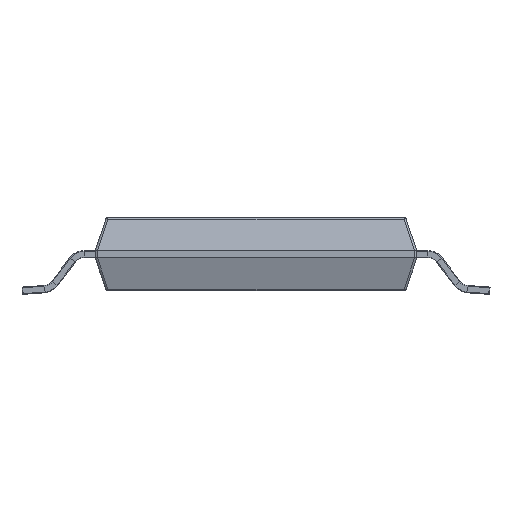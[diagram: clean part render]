
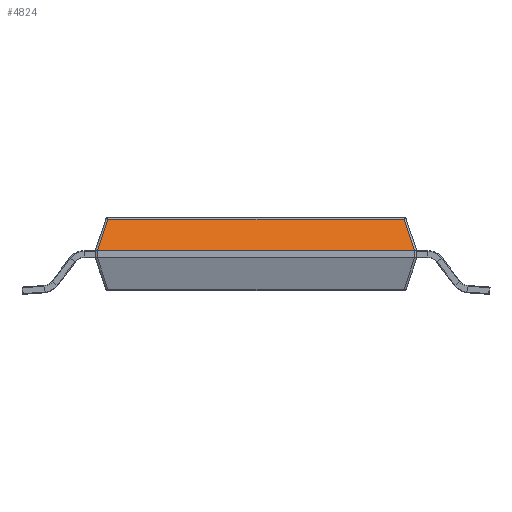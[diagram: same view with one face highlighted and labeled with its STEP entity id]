
A CAD part, left-side view. The second image highlights one B-rep face of the part: STEP entity #4824.
In plain terms, the highlighted planar face has unit normal (-0.949, 0, 0.316).
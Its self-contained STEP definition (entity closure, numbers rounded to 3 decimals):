
#1517 = EDGE_CURVE ( 'NONE', #37218, #41285, #5711, .T. ) ;
#2234 = CARTESIAN_POINT ( 'NONE',  ( -4.846, -2.168, 0.599 ) ) ;
#3862 = ORIENTED_EDGE ( 'NONE', *, *, #19537, .T. ) ;
#4062 = DIRECTION ( 'NONE',  ( 0.302, 0.302, 0.905 ) ) ;
#4468 = CARTESIAN_POINT ( 'NONE',  ( -4.846, -2.169, 0.599 ) ) ;
#4824 = ADVANCED_FACE ( 'NONE', ( #29546 ), #18435, .T. ) ;
#5711 = LINE ( 'NONE', #41257, #41518 ) ;
#6331 = EDGE_LOOP ( 'NONE', ( #3862, #13279, #24141, #18712, #26397, #37603 ) ) ;
#7735 = LINE ( 'NONE', #15562, #48660 ) ;
#9469 = CARTESIAN_POINT ( 'NONE',  ( -4.846, 2.17, 0.599 ) ) ;
#9975 = CARTESIAN_POINT ( 'NONE',  ( -4.846, 2.168, 0.599 ) ) ;
#13279 = ORIENTED_EDGE ( 'NONE', *, *, #23057, .T. ) ;
#13419 =( BOUNDED_CURVE ( )  B_SPLINE_CURVE ( 3, ( #2234, #32765, #17141, #33013 ),
 .UNSPECIFIED., .F., .F. ) 
 B_SPLINE_CURVE_WITH_KNOTS ( ( 4, 4 ),
 ( 0., 0.05 ),
 .UNSPECIFIED. ) 
 CURVE ( )  GEOMETRIC_REPRESENTATION_ITEM ( )  RATIONAL_B_SPLINE_CURVE ( ( 1., 1., 1., 1. ) ) 
 REPRESENTATION_ITEM ( '' )  );
#14702 = VERTEX_POINT ( 'NONE', #4468 ) ;
#14985 = CARTESIAN_POINT ( 'NONE',  ( -4.512, 1.836, 1.599 ) ) ;
#15562 = CARTESIAN_POINT ( 'NONE',  ( -4.703, 0., 1.028 ) ) ;
#17141 = CARTESIAN_POINT ( 'NONE',  ( -4.846, -2.169, 0.599 ) ) ;
#18435 = PLANE ( 'NONE',  #49330 ) ;
#18544 = EDGE_CURVE ( 'NONE', #14702, #46509, #19204, .T. ) ;
#18712 = ORIENTED_EDGE ( 'NONE', *, *, #35525, .T. ) ;
#19036 = CARTESIAN_POINT ( 'NONE',  ( -4.703, -2.026, 1.028 ) ) ;
#19204 = LINE ( 'NONE', #27041, #43090 ) ;
#19537 = EDGE_CURVE ( 'NONE', #43771, #38018, #22296, .T. ) ;
#22202 = CARTESIAN_POINT ( 'NONE',  ( -4.696, 0., 1.048 ) ) ;
#22296 = LINE ( 'NONE', #14985, #29032 ) ;
#22805 = EDGE_CURVE ( 'NONE', #46509, #43771, #7735, .T. ) ;
#23057 = EDGE_CURVE ( 'NONE', #38018, #41285, #31842, .T. ) ;
#24141 = ORIENTED_EDGE ( 'NONE', *, *, #1517, .F. ) ;
#26397 = ORIENTED_EDGE ( 'NONE', *, *, #18544, .T. ) ;
#26511 = DIRECTION ( 'NONE',  ( -0.949, 0., 0.316 ) ) ;
#27041 = CARTESIAN_POINT ( 'NONE',  ( -4.512, -1.836, 1.599 ) ) ;
#29032 = VECTOR ( 'NONE', #45513, 1000. ) ;
#29142 = CARTESIAN_POINT ( 'NONE',  ( -4.846, 2.169, 0.599 ) ) ;
#29546 = FACE_OUTER_BOUND ( 'NONE', #6331, .T. ) ;
#29644 = CARTESIAN_POINT ( 'NONE',  ( -4.846, 2.169, 0.599 ) ) ;
#30044 = DIRECTION ( 'NONE',  ( 0., 1., 0. ) ) ;
#31683 = CARTESIAN_POINT ( 'NONE',  ( -4.846, -2.168, 0.599 ) ) ;
#31842 =( BOUNDED_CURVE ( )  B_SPLINE_CURVE ( 3, ( #9469, #29644, #29142, #9975 ),
 .UNSPECIFIED., .F., .F. ) 
 B_SPLINE_CURVE_WITH_KNOTS ( ( 4, 4 ),
 ( 6.233, 6.283 ),
 .UNSPECIFIED. ) 
 CURVE ( )  GEOMETRIC_REPRESENTATION_ITEM ( )  RATIONAL_B_SPLINE_CURVE ( ( 1., 1., 1., 1. ) ) 
 REPRESENTATION_ITEM ( '' )  );
#32765 = CARTESIAN_POINT ( 'NONE',  ( -4.846, -2.168, 0.599 ) ) ;
#33013 = CARTESIAN_POINT ( 'NONE',  ( -4.846, -2.169, 0.599 ) ) ;
#35525 = EDGE_CURVE ( 'NONE', #37218, #14702, #13419, .T. ) ;
#37218 = VERTEX_POINT ( 'NONE', #31683 ) ;
#37603 = ORIENTED_EDGE ( 'NONE', *, *, #22805, .T. ) ;
#38018 = VERTEX_POINT ( 'NONE', #42787 ) ;
#40768 = DIRECTION ( 'NONE',  ( 0., 1., 0. ) ) ;
#41257 = CARTESIAN_POINT ( 'NONE',  ( -4.846, 2.198, 0.599 ) ) ;
#41285 = VERTEX_POINT ( 'NONE', #42209 ) ;
#41518 = VECTOR ( 'NONE', #40768, 1000. ) ;
#42209 = CARTESIAN_POINT ( 'NONE',  ( -4.846, 2.168, 0.599 ) ) ;
#42787 = CARTESIAN_POINT ( 'NONE',  ( -4.846, 2.17, 0.599 ) ) ;
#43090 = VECTOR ( 'NONE', #4062, 1000. ) ;
#43771 = VERTEX_POINT ( 'NONE', #44507 ) ;
#44507 = CARTESIAN_POINT ( 'NONE',  ( -4.703, 2.027, 1.028 ) ) ;
#45513 = DIRECTION ( 'NONE',  ( -0.302, 0.302, -0.905 ) ) ;
#46088 = DIRECTION ( 'NONE',  ( 0., 1., 0. ) ) ;
#46509 = VERTEX_POINT ( 'NONE', #19036 ) ;
#48660 = VECTOR ( 'NONE', #46088, 1000. ) ;
#49330 = AXIS2_PLACEMENT_3D ( 'NONE', #22202, #26511, #30044 ) ;
